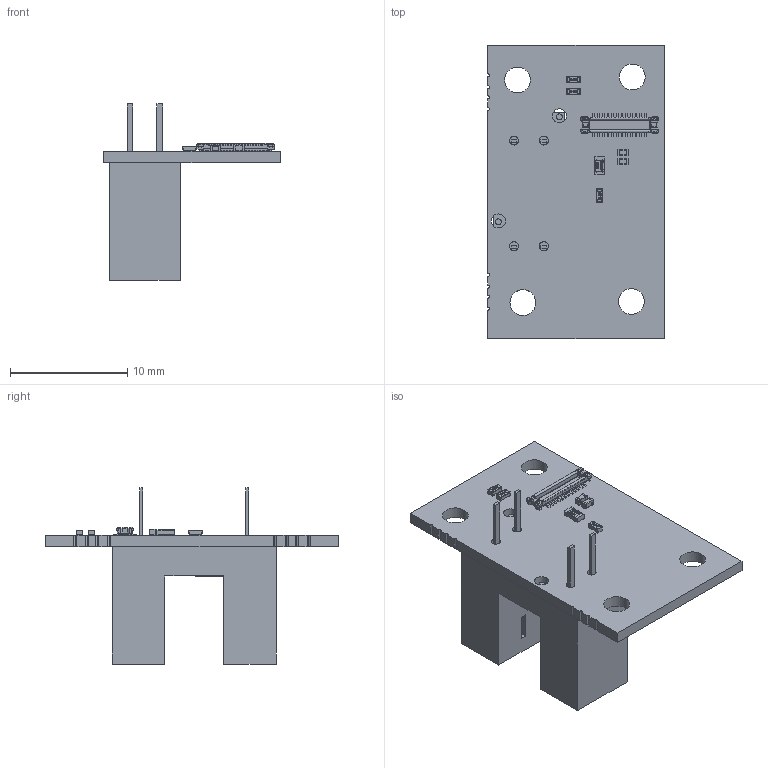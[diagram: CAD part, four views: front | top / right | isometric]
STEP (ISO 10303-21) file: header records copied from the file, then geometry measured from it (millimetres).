
FILE_DESCRIPTION(('Open CASCADE Model'),'2;1');
FILE_NAME('Open CASCADE Shape Model','2022-03-30T00:39:38',('Author'),( 'Open CASCADE'),'Open CASCADE STEP processor 6.8','Open CASCADE 6.8' ,'Unknown');
FILE_SCHEMA(('AUTOMOTIVE_DESIGN { 1 0 10303 214 1 1 1 1 }'));
Length unit declared in the file: millimetre
Products named in the file (17): PCB; Board; Open CASCADE STEP translator 6.8 1.1.1; Open CASCADE STEP translator 6.8 1.1.1.1; U1; User_Library-ee-sx-1041; J1; axe624124; R4; RES_1005-0402; R3; R2; R1; RES1608; C2; C0402; C1
Assembly tree (19 placements, depth 4):
  PCB
    Board
      Open CASCADE STEP translator 6.8 1.1.1
        Open CASCADE STEP translator 6.8 1.1.1.1
    U1
      User_Library-ee-sx-1041
    J1
      axe624124
    R4
      RES_1005-0402
    R3
      RES_1005-0402
    R2
      RES_1005-0402
    R1
      RES1608
    C2
      C0402
    C1
      C0402
Bounding box: 15 x 25 x 15 mm (x, y, z)
Volume: 970.1 mm3; surface area: 1521.8 mm2
Topology: 18 solids, 18 shells, 1263 faces, 3271 edges, 2062 vertices
Faces by surface type: plane 757, bspline 258, cylinder 204, sphere 36, cone 4, torus 4
Full cylindrical faces by diameter (mm): 0.76 x4, 1.2 x2, 2.2 x4
Entity records: 35856 total; most frequent: CARTESIAN_POINT 9531, ORIENTED_EDGE 5258, DIRECTION 4240, EDGE_CURVE 2629, LINE 1854, VECTOR 1854, VERTEX_POINT 1680, AXIS2_PLACEMENT_3D 1193
